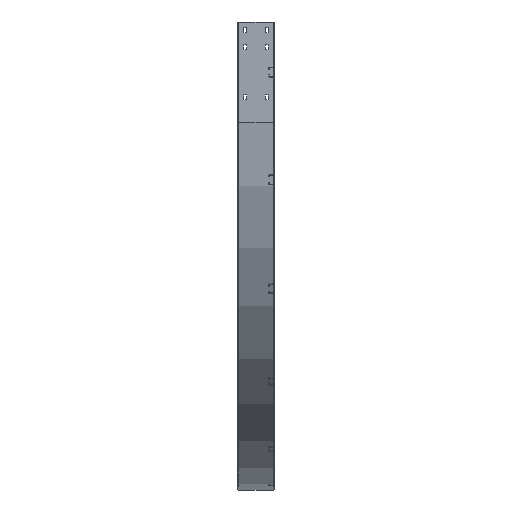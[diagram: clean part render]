
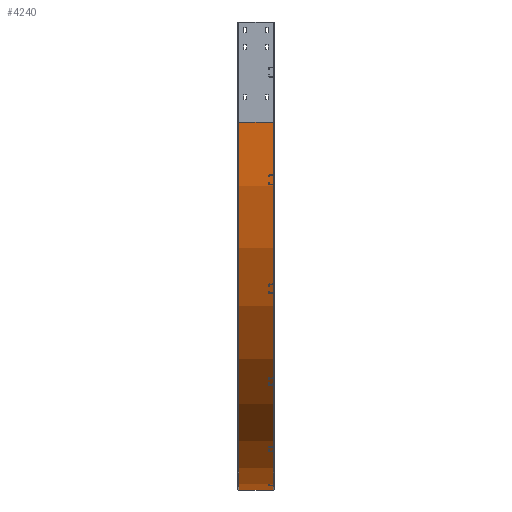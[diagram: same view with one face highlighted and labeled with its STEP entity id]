
A CAD part, left-side view. The second image highlights one B-rep face of the part: STEP entity #4240.
In plain terms, the highlighted cylindrical face has radius 1100 mm (diameter 2200 mm), a partial arc.
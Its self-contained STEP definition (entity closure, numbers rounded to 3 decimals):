
#1817=CARTESIAN_POINT('',(-300.,3.5,1100.));
#1818=DIRECTION('',(0.,-1.,0.));
#1819=DIRECTION('',(-1.,0.,0.));
#1820=AXIS2_PLACEMENT_3D('',#1817,#1818,#1819);
#1827=DIRECTION('',(0.,-1.,0.));
#1828=VECTOR('',#1827,103.);
#1829=CARTESIAN_POINT('',(-300.,106.5,0.));
#1830=LINE('',#1829,#1828);
#1831=DIRECTION('',(0.,1.,0.));
#1832=VECTOR('',#1831,103.);
#1833=CARTESIAN_POINT('',(-1400.,3.5,1100.));
#1834=LINE('',#1833,#1832);
#1845=CARTESIAN_POINT('',(-300.,106.5,1100.));
#1846=DIRECTION('',(0.,1.,0.));
#1847=DIRECTION('',(0.,0.,-1.));
#1848=AXIS2_PLACEMENT_3D('',#1845,#1846,#1847);
#3163=CARTESIAN_POINT('',(-1400.,3.5,1100.));
#3164=VERTEX_POINT('',#3163);
#3195=CARTESIAN_POINT('',(-1400.,106.5,1100.));
#3196=VERTEX_POINT('',#3195);
#3248=CARTESIAN_POINT('',(-300.,106.5,0.));
#3250=VERTEX_POINT('',#3248);
#3251=CARTESIAN_POINT('',(-300.,3.5,0.));
#3252=VERTEX_POINT('',#3251);
#4227=CARTESIAN_POINT('',(-300.,0.,1100.));
#4228=DIRECTION('',(0.,1.,0.));
#4229=DIRECTION('',(0.,0.,1.));
#4230=AXIS2_PLACEMENT_3D('',#4227,#4228,#4229);
#4231=CYLINDRICAL_SURFACE('',#4230,1100.);
#4232=ORIENTED_EDGE('',*,*,#3714,.F.);
#4234=ORIENTED_EDGE('',*,*,#4233,.T.);
#4236=ORIENTED_EDGE('',*,*,#4235,.F.);
#4237=ORIENTED_EDGE('',*,*,#4220,.T.);
#4238=EDGE_LOOP('',(#4232,#4234,#4236,#4237));
#4239=FACE_OUTER_BOUND('',#4238,.F.);
#4240=ADVANCED_FACE('',(#4239),#4231,.T.);
#1821=CIRCLE('',#1820,1100.);
#1849=CIRCLE('',#1848,1100.);
#3714=EDGE_CURVE('',#3250,#3252,#1830,.T.);
#4220=EDGE_CURVE('',#3164,#3252,#1821,.T.);
#4233=EDGE_CURVE('',#3250,#3196,#1849,.T.);
#4235=EDGE_CURVE('',#3164,#3196,#1834,.T.);
